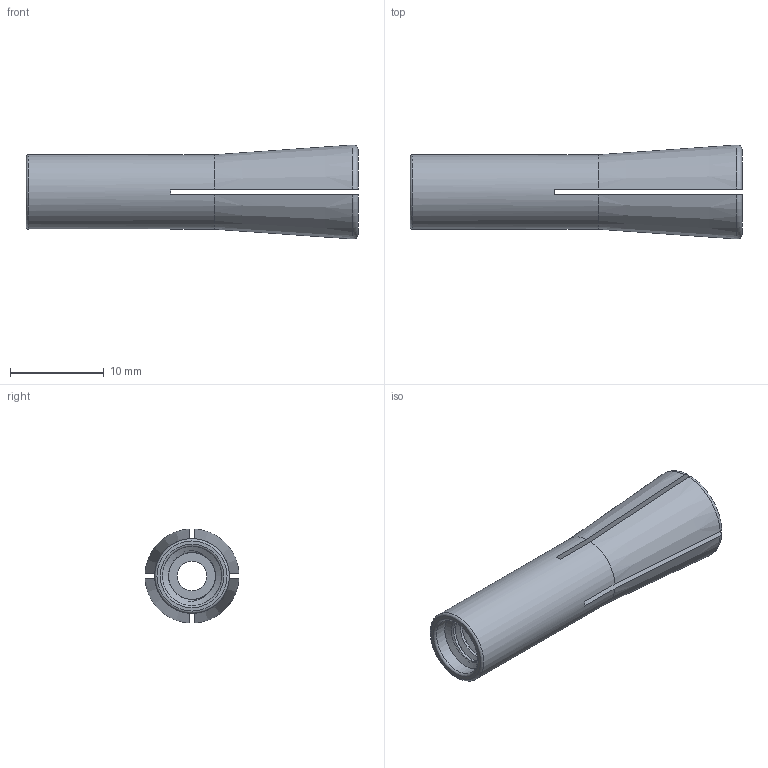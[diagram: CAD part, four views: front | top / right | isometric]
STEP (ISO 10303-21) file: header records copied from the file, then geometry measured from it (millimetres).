
FILE_DESCRIPTION(/* description */ (''),/* implementation_level */ '2;1');
FILE_NAME(/* name */ 'MX06-0125 v2.step',/* time_stamp */ '2024-02-16T15:37:42-06:00',/* author */ (''),/* organization */ (''),/* preprocessor_version */ 'ST-DEVELOPER v20',/* originating_system */ 'Autodesk Translation Framework v12.14.0.127',/* authorisation */ '');
FILE_SCHEMA (('AUTOMOTIVE_DESIGN { 1 0 10303 214 3 1 1 }'));
Length unit declared in the file: millimetre
Products named in the file (1): MX06-0125
Bounding box: 35.5 x 10.05 x 10.05 mm (x, y, z)
Volume: 1305.5 mm3; surface area: 1970.9 mm2
Topology: 1 solids, 1 shells, 69 faces, 190 edges, 125 vertices
Faces by surface type: cylinder 27, plane 25, cone 9, torus 6, bspline 2
Full cylindrical faces by diameter (mm): 3.175 x1, 4.175 x1, 5.035 x3, 6.147 x2, 6.3 x1, 6.5 x1, 7.988 x1
Entity records: 3487 total; most frequent: CARTESIAN_POINT 1782, ORIENTED_EDGE 380, DIRECTION 320, EDGE_CURVE 190, VERTEX_POINT 125, AXIS2_PLACEMENT_3D 125, EDGE_LOOP 73, LINE 70
